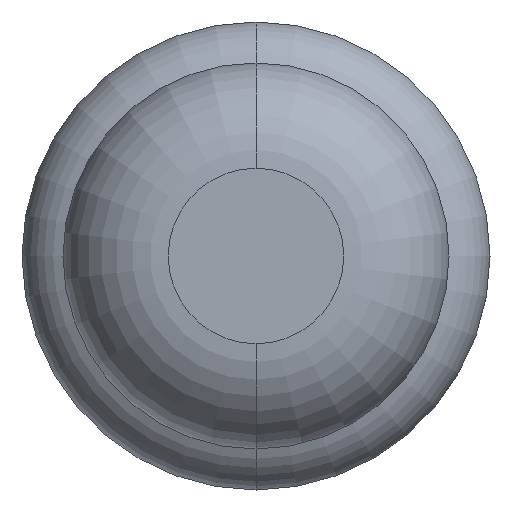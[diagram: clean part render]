
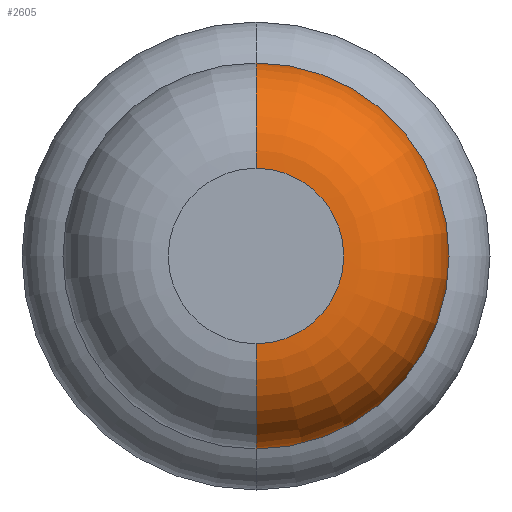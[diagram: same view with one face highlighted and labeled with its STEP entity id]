
A CAD part, front view. The second image highlights one B-rep face of the part: STEP entity #2605.
In plain terms, the highlighted toroidal (fillet/blend) face has major radius 0.375 mm and minor radius 0.45 mm.
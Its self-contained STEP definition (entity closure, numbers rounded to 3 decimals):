
#170 = AXIS2_PLACEMENT_3D ( 'NONE', #2418, #444, #643 ) ;
#190 = DIRECTION ( 'NONE',  ( 0., 0., 1. ) ) ;
#207 = FACE_OUTER_BOUND ( 'NONE', #275, .T. ) ;
#275 = EDGE_LOOP ( 'NONE', ( #737, #780, #2038, #1731 ) ) ;
#316 = AXIS2_PLACEMENT_3D ( 'NONE', #2943, #1985, #190 ) ;
#366 = AXIS2_PLACEMENT_3D ( 'NONE', #2289, #512, #766 ) ;
#413 = DIRECTION ( 'NONE',  ( 0., 0., -1. ) ) ;
#444 = DIRECTION ( 'NONE',  ( 0., 1., 0. ) ) ;
#478 = CIRCLE ( 'NONE', #316, 0.45 ) ;
#498 = EDGE_CURVE ( 'Defeature ausgef�hrt1_3+Defeature ausgef�hrt1_2+Defeature ausgef�hrt1_2+Defeature ausgef�hrt1_2', #1297, #2612, #2818, .T. ) ;
#512 = DIRECTION ( 'NONE',  ( 0., 1., 0. ) ) ;
#643 = DIRECTION ( 'NONE',  ( 0., 0., 1. ) ) ;
#708 = CIRCLE ( 'NONE', #170, 0.375 ) ;
#737 = ORIENTED_EDGE ( 'NONE', *, *, #2944, .T. ) ;
#766 = DIRECTION ( 'NONE',  ( 0., 0., 1. ) ) ;
#780 = ORIENTED_EDGE ( 'NONE', *, *, #2842, .T. ) ;
#1000 = AXIS2_PLACEMENT_3D ( 'NONE', #2509, #1005, #2765 ) ;
#1005 = DIRECTION ( 'NONE',  ( 0., 1., 0. ) ) ;
#1155 = DIRECTION ( 'NONE',  ( 1., 0., 0. ) ) ;
#1190 = VERTEX_POINT ( 'NONE', #2860 ) ;
#1191 = CARTESIAN_POINT ( 'NONE',  ( 0., -29., -0.375 ) ) ;
#1297 = VERTEX_POINT ( 'NONE', #1389 ) ;
#1385 = VERTEX_POINT ( 'NONE', #1191 ) ;
#1389 = CARTESIAN_POINT ( 'NONE',  ( 0., -28.55, 0.825 ) ) ;
#1396 = EDGE_CURVE ( 'NONE', #1190, #1297, #478, .T. ) ;
#1731 = ORIENTED_EDGE ( 'NONE', *, *, #1396, .F. ) ;
#1747 = CARTESIAN_POINT ( 'NONE',  ( 0., -28.55, -0.825 ) ) ;
#1985 = DIRECTION ( 'NONE',  ( -1., 0., 0. ) ) ;
#2038 = ORIENTED_EDGE ( 'NONE', *, *, #498, .F. ) ;
#2128 = CIRCLE ( 'NONE', #2291, 0.45 ) ;
#2289 = CARTESIAN_POINT ( 'NONE',  ( 0., -28.55, 0. ) ) ;
#2291 = AXIS2_PLACEMENT_3D ( 'NONE', #2390, #1155, #413 ) ;
#2390 = CARTESIAN_POINT ( 'NONE',  ( 0., -28.55, -0.375 ) ) ;
#2418 = CARTESIAN_POINT ( 'NONE',  ( 0., -29., 0. ) ) ;
#2509 = CARTESIAN_POINT ( 'NONE',  ( 0., -28.55, 0. ) ) ;
#2605 = ADVANCED_FACE ( 'Defeature ausgef�hrt1_2', ( #207 ), #2786, .T. ) ;
#2612 = VERTEX_POINT ( 'NONE', #1747 ) ;
#2765 = DIRECTION ( 'NONE',  ( 0., 0., 1. ) ) ;
#2786 = TOROIDAL_SURFACE ( 'NONE', #1000, 0.375, 0.45 ) ;
#2818 = CIRCLE ( 'NONE', #366, 0.825 ) ;
#2842 = EDGE_CURVE ( 'NONE', #1385, #2612, #2128, .T. ) ;
#2860 = CARTESIAN_POINT ( 'NONE',  ( 0., -29., 0.375 ) ) ;
#2943 = CARTESIAN_POINT ( 'NONE',  ( 0., -28.55, 0.375 ) ) ;
#2944 = EDGE_CURVE ( 'Defeature ausgef�hrt1_2+Defeature ausgef�hrt1_1+Defeature ausgef�hrt1_1+Defeature ausgef�hrt1_1', #1190, #1385, #708, .T. ) ;
